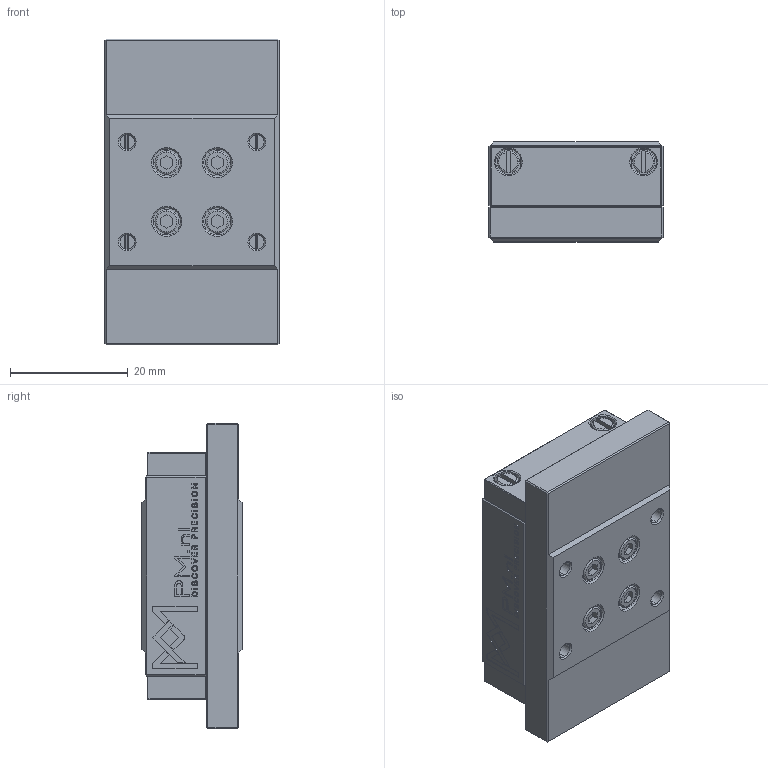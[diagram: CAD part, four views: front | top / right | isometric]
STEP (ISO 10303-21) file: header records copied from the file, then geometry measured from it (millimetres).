
FILE_DESCRIPTION(/* description */ (''),/* implementation_level */ '2;1');
FILE_NAME(/* name */ 'RTNG-1520.stp',/* time_stamp */ '2024-10-01T09:42:33+02:00',/* author */ (''),/* organization */ (''),/* preprocessor_version */ 'ST-DEVELOPER v16.7',/* originating_system */ 'SIEMENS PLM Software NX 12.0',/* authorisation */ '');
FILE_SCHEMA (('AUTOMOTIVE_DESIGN { 1 0 10303 214 3 1 1 1 }'));
Length unit declared in the file: millimetre
Products named in the file (1): RTNG-1520_stp
Bounding box: 29.6 x 17 x 52 mm (x, y, z)
Volume: 19515.1 mm3; surface area: 11029.2 mm2
Topology: 4 solids, 4 shells, 989 faces, 2529 edges, 1640 vertices
Faces by surface type: plane 672, bspline 180, cylinder 69, cone 36, torus 32
Entity records: 35000 total; most frequent: CARTESIAN_POINT 8099, ORIENTED_EDGE 5058, DIRECTION 4019, EDGE_CURVE 2529, LINE 1875, VECTOR 1875, VERTEX_POINT 1640, EDGE_LOOP 1097
